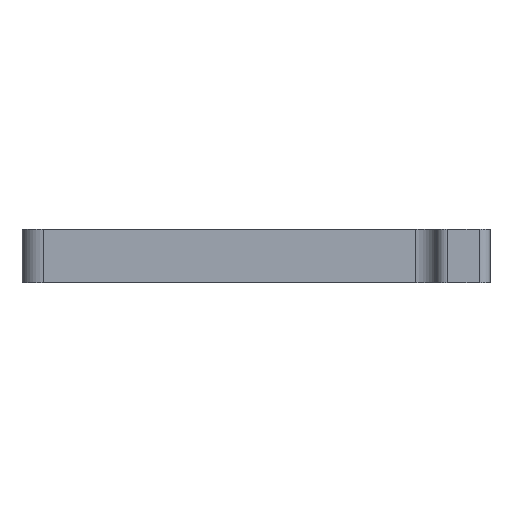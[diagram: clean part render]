
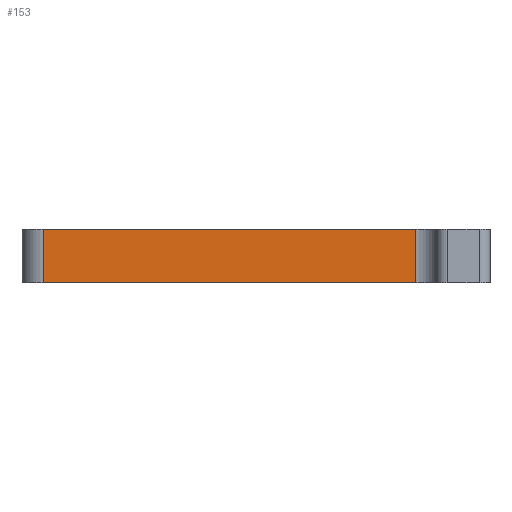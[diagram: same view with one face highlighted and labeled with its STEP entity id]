
A CAD part, front view. The second image highlights one B-rep face of the part: STEP entity #153.
In plain terms, the highlighted planar face has unit normal (0, -1, 0).
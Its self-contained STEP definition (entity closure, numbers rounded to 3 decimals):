
#99 = DIRECTION ( 'NONE',  ( 0., 0., -1. ) ) ;
#153 = ADVANCED_FACE ( 'NONE', ( #788 ), #529, .F. ) ;
#160 = VECTOR ( 'NONE', #498, 1000. ) ;
#166 = CARTESIAN_POINT ( 'NONE',  ( 17.5, -7., 0. ) ) ;
#175 = ORIENTED_EDGE ( 'NONE', *, *, #778, .T. ) ;
#192 = CARTESIAN_POINT ( 'NONE',  ( -17.5, -7., 0. ) ) ;
#206 = DIRECTION ( 'NONE',  ( 0., 0., 1. ) ) ;
#208 = LINE ( 'NONE', #774, #480 ) ;
#213 = CARTESIAN_POINT ( 'NONE',  ( -17.5, -7., 5. ) ) ;
#224 = LINE ( 'NONE', #803, #505 ) ;
#226 = CARTESIAN_POINT ( 'NONE',  ( -17.5, -7., 5. ) ) ;
#339 = VERTEX_POINT ( 'NONE', #531 ) ;
#374 = CARTESIAN_POINT ( 'NONE',  ( -17.5, -7., 5. ) ) ;
#388 = EDGE_CURVE ( 'NONE', #339, #494, #490, .T. ) ;
#411 = ORIENTED_EDGE ( 'NONE', *, *, #388, .F. ) ;
#449 = EDGE_CURVE ( 'NONE', #494, #585, #224, .T. ) ;
#467 = DIRECTION ( 'NONE',  ( 0., 1., 0. ) ) ;
#475 = VECTOR ( 'NONE', #609, 1000. ) ;
#480 = VECTOR ( 'NONE', #719, 1000. ) ;
#490 = LINE ( 'NONE', #226, #475 ) ;
#494 = VERTEX_POINT ( 'NONE', #562 ) ;
#498 = DIRECTION ( 'NONE',  ( 0., 0., -1. ) ) ;
#505 = VECTOR ( 'NONE', #99, 1000. ) ;
#529 = PLANE ( 'NONE',  #552 ) ;
#531 = CARTESIAN_POINT ( 'NONE',  ( -17.5, -7., 5. ) ) ;
#552 = AXIS2_PLACEMENT_3D ( 'NONE', #213, #467, #206 ) ;
#562 = CARTESIAN_POINT ( 'NONE',  ( 17.5, -7., 5. ) ) ;
#585 = VERTEX_POINT ( 'NONE', #166 ) ;
#609 = DIRECTION ( 'NONE',  ( 1., 0., 0. ) ) ;
#636 = ORIENTED_EDGE ( 'NONE', *, *, #449, .F. ) ;
#693 = LINE ( 'NONE', #374, #160 ) ;
#713 = ORIENTED_EDGE ( 'NONE', *, *, #807, .T. ) ;
#719 = DIRECTION ( 'NONE',  ( 1., 0., 0. ) ) ;
#774 = CARTESIAN_POINT ( 'NONE',  ( -17.5, -7., 0. ) ) ;
#778 = EDGE_CURVE ( 'NONE', #339, #783, #693, .T. ) ;
#783 = VERTEX_POINT ( 'NONE', #192 ) ;
#788 = FACE_OUTER_BOUND ( 'NONE', #791, .T. ) ;
#791 = EDGE_LOOP ( 'NONE', ( #713, #636, #411, #175 ) ) ;
#803 = CARTESIAN_POINT ( 'NONE',  ( 17.5, -7., 5. ) ) ;
#807 = EDGE_CURVE ( 'NONE', #783, #585, #208, .T. ) ;
